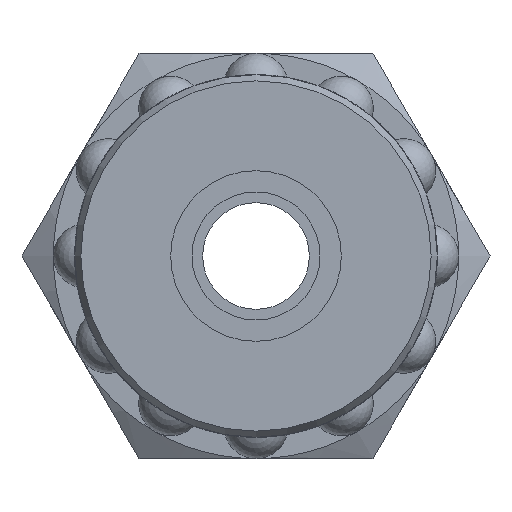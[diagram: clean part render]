
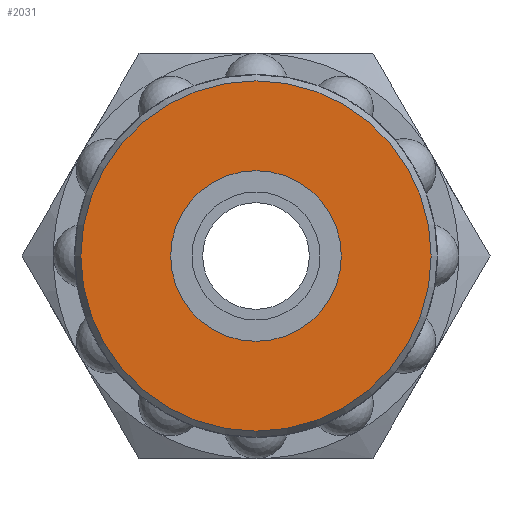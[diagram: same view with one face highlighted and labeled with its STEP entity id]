
A CAD part, left-side view. The second image highlights one B-rep face of the part: STEP entity #2031.
In plain terms, the highlighted planar face has unit normal (-1, 0, 0).
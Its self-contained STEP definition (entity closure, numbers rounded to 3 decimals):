
#271=PLANE('',#2356);
#289=FACE_BOUND('',#575,.T.);
#423=FACE_OUTER_BOUND('',#574,.T.);
#574=EDGE_LOOP('',(#1807));
#575=EDGE_LOOP('',(#1808));
#680=CIRCLE('',#2231,4.);
#755=CIRCLE('',#2357,8.211);
#866=VERTEX_POINT('',#3664);
#942=VERTEX_POINT('',#4130);
#1118=EDGE_CURVE('',#866,#866,#680,.T.);
#1241=EDGE_CURVE('',#942,#942,#755,.T.);
#1807=ORIENTED_EDGE('',*,*,#1241,.F.);
#1808=ORIENTED_EDGE('',*,*,#1118,.T.);
#2031=ADVANCED_FACE('',(#423,#289),#271,.T.);
#2231=AXIS2_PLACEMENT_3D('',#3665,#2746,#2747);
#2356=AXIS2_PLACEMENT_3D('',#4129,#3020,#3021);
#2357=AXIS2_PLACEMENT_3D('',#4131,#3022,#3023);
#2746=DIRECTION('center_axis',(1.,0.,0.));
#2747=DIRECTION('ref_axis',(0.,-1.,0.));
#3020=DIRECTION('center_axis',(-1.,0.,0.));
#3021=DIRECTION('ref_axis',(0.,0.,1.));
#3022=DIRECTION('center_axis',(1.,0.,0.));
#3023=DIRECTION('ref_axis',(0.,-1.,0.));
#3664=CARTESIAN_POINT('',(-21.,-4.,0.));
#3665=CARTESIAN_POINT('Origin',(-21.,0.,0.));
#4129=CARTESIAN_POINT('Origin',(-21.,-4.106,0.));
#4130=CARTESIAN_POINT('',(-21.,-8.211,0.));
#4131=CARTESIAN_POINT('Origin',(-21.,0.,0.));
